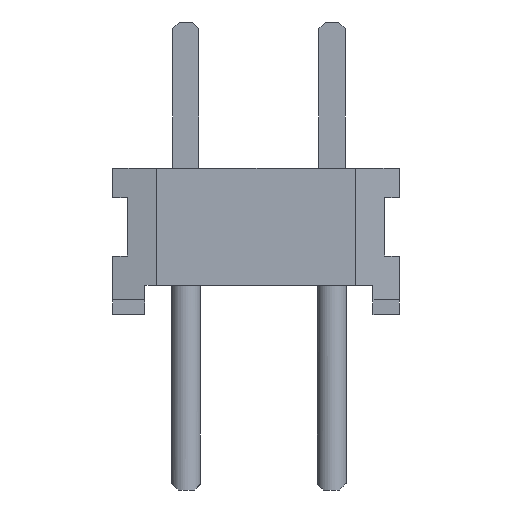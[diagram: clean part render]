
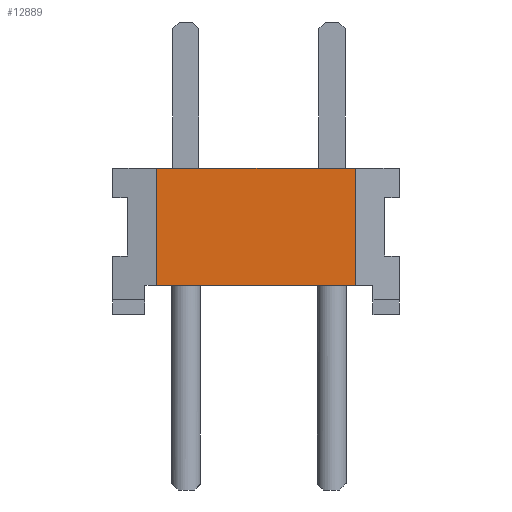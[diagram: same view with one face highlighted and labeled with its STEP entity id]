
A CAD part, left-side view. The second image highlights one B-rep face of the part: STEP entity #12889.
In plain terms, the highlighted planar face has unit normal (-1, 0, 0).
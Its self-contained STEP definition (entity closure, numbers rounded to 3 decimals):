
#12889 = ADVANCED_FACE('',(#12890),#12924,.F.);
#12890 = FACE_BOUND('',#12891,.T.);
#12891 = EDGE_LOOP('',(#12892,#12902,#12910,#12918));
#12892 = ORIENTED_EDGE('',*,*,#12893,.F.);
#12893 = EDGE_CURVE('',#12894,#12896,#12898,.T.);
#12894 = VERTEX_POINT('',#12895);
#12895 = CARTESIAN_POINT('',(-14.605,1.778,2.54));
#12896 = VERTEX_POINT('',#12897);
#12897 = CARTESIAN_POINT('',(-14.605,-1.676,2.54));
#12898 = LINE('',#12899,#12900);
#12899 = CARTESIAN_POINT('',(-14.605,2.54,2.54));
#12900 = VECTOR('',#12901,1.);
#12901 = DIRECTION('',(0.,-1.,0.));
#12902 = ORIENTED_EDGE('',*,*,#12903,.T.);
#12903 = EDGE_CURVE('',#12894,#12904,#12906,.T.);
#12904 = VERTEX_POINT('',#12905);
#12905 = CARTESIAN_POINT('',(-14.605,1.778,0.508));
#12906 = LINE('',#12907,#12908);
#12907 = CARTESIAN_POINT('',(-14.605,1.778,2.54));
#12908 = VECTOR('',#12909,1.);
#12909 = DIRECTION('',(0.,0.,-1.));
#12910 = ORIENTED_EDGE('',*,*,#12911,.T.);
#12911 = EDGE_CURVE('',#12904,#12912,#12914,.T.);
#12912 = VERTEX_POINT('',#12913);
#12913 = CARTESIAN_POINT('',(-14.605,-1.676,0.508));
#12914 = LINE('',#12915,#12916);
#12915 = CARTESIAN_POINT('',(-14.605,1.981,0.508));
#12916 = VECTOR('',#12917,1.);
#12917 = DIRECTION('',(0.,-1.,0.));
#12918 = ORIENTED_EDGE('',*,*,#12919,.T.);
#12919 = EDGE_CURVE('',#12912,#12896,#12920,.T.);
#12920 = LINE('',#12921,#12922);
#12921 = CARTESIAN_POINT('',(-14.605,-1.676,2.54));
#12922 = VECTOR('',#12923,1.);
#12923 = DIRECTION('',(0.,0.,1.));
#12924 = PLANE('',#12925);
#12925 = AXIS2_PLACEMENT_3D('',#12926,#12927,#12928);
#12926 = CARTESIAN_POINT('',(-14.605,2.54,2.54));
#12927 = DIRECTION('',(1.,0.,0.));
#12928 = DIRECTION('',(0.,1.,0.));
